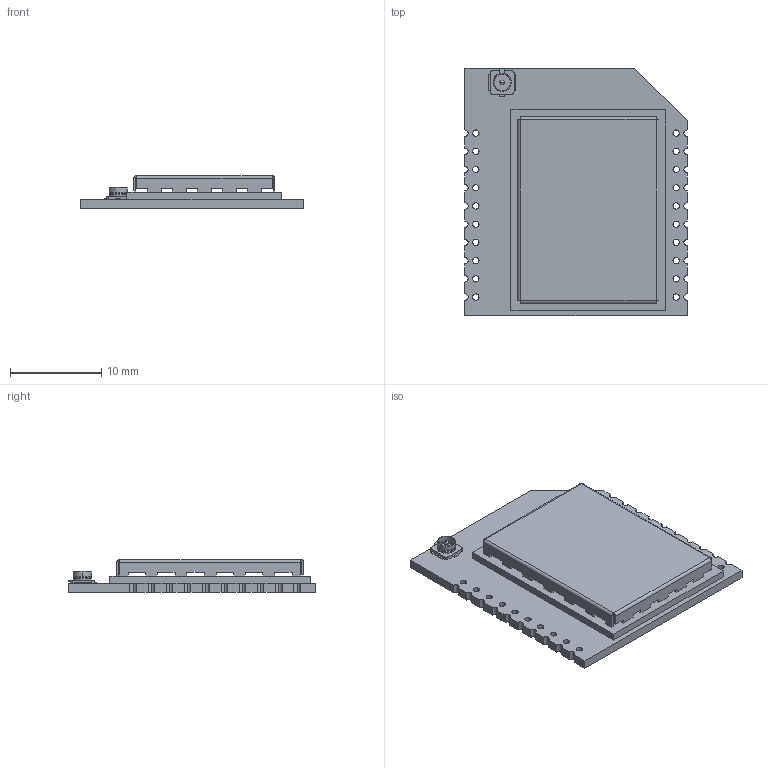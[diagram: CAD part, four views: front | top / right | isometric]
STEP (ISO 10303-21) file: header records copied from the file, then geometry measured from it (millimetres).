
FILE_DESCRIPTION (( 'STEP AP214' ), '1' );
FILE_NAME ('simpleRTK2B-Micro-V2-UFL-SMD-R00.STEP', '2022-08-30T16:35:58', ( '' ), ( '' ), 'SwSTEP 2.0', 'SolidWorks 2020', '' );
FILE_SCHEMA (( 'AUTOMOTIVE_DESIGN' ));
Length unit declared in the file: millimetre
Products named in the file (4): CONUFL001-SMD-T--3DModel-STEP-269445.step; Micro-PCB-00; simpleRTK2B-Micro-V2-UFL-SMD-R00; ZED-F9P-00B-02--3DModel-STEP-56544.step
Assembly tree (3 placements, depth 2):
  simpleRTK2B-Micro-V2-UFL-SMD-R00
    Micro-PCB-00
    ZED-F9P-00B-02--3DModel-STEP-56544.step
    CONUFL001-SMD-T--3DModel-STEP-269445.step
Bounding box: 24.38 x 27.18 x 3.6 mm (x, y, z)
Volume: 1018.7 mm3; surface area: 3586.6 mm2
Topology: 111 solids, 111 shells, 1465 faces, 3376 edges, 2232 vertices
Faces by surface type: plane 1343, cylinder 106, bspline 10, cone 6
Entity records: 42089 total; most frequent: CARTESIAN_POINT 7369, ORIENTED_EDGE 6744, DIRECTION 6481, EDGE_CURVE 3372, VECTOR 3153, LINE 3153, VERTEX_POINT 2232, AXIS2_PLACEMENT_3D 1664
